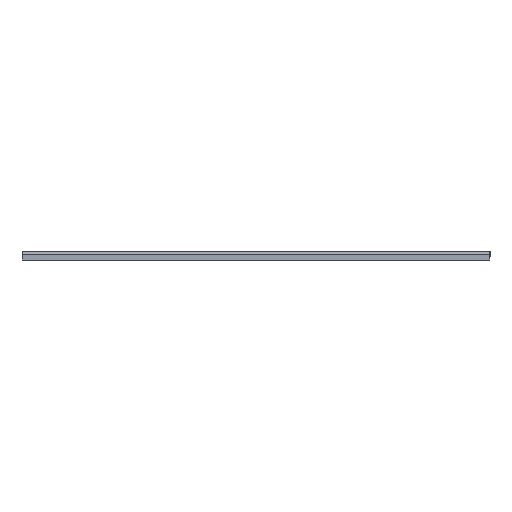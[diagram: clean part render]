
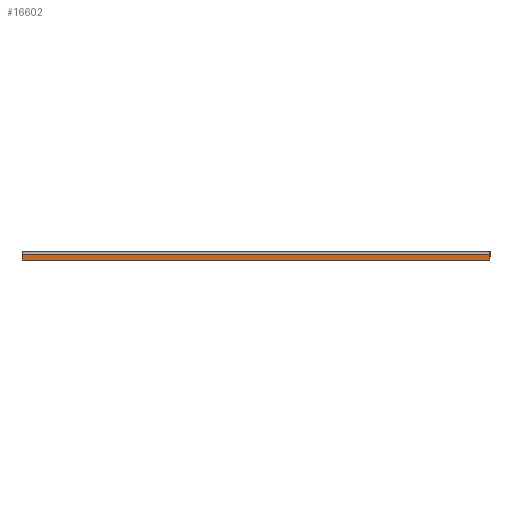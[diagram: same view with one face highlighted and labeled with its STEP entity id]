
A CAD part, front view. The second image highlights one B-rep face of the part: STEP entity #16602.
In plain terms, the highlighted planar face has unit normal (0, -1, 0).
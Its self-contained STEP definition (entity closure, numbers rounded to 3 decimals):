
#264 = DIRECTION ( 'NONE',  ( 1., 0., 0. ) ) ;
#571 = CARTESIAN_POINT ( 'NONE',  ( 404.8, -118.25, -2.237 ) ) ;
#2961 = ORIENTED_EDGE ( 'NONE', *, *, #9466, .F. ) ;
#3619 = CARTESIAN_POINT ( 'NONE',  ( -13.875, -118.25, -2.237 ) ) ;
#3995 = ORIENTED_EDGE ( 'NONE', *, *, #13634, .T. ) ;
#4387 = CARTESIAN_POINT ( 'NONE',  ( 0., -118.25, -2.237 ) ) ;
#5601 = VERTEX_POINT ( 'NONE', #8036 ) ;
#6410 = ORIENTED_EDGE ( 'NONE', *, *, #19653, .T. ) ;
#7234 = PLANE ( 'NONE',  #11493 ) ;
#7334 = VERTEX_POINT ( 'NONE', #571 ) ;
#8036 = CARTESIAN_POINT ( 'NONE',  ( 404.8, -118.25, -7.251 ) ) ;
#8773 = CARTESIAN_POINT ( 'NONE',  ( 404.8, -118.25, -7.251 ) ) ;
#9466 = EDGE_CURVE ( 'NONE', #19374, #7334, #19500, .T. ) ;
#10085 = CARTESIAN_POINT ( 'NONE',  ( -13.875, -118.25, -7.251 ) ) ;
#10571 = LINE ( 'NONE', #8773, #13637 ) ;
#10863 = EDGE_LOOP ( 'NONE', ( #2961, #6410, #3995, #26381 ) ) ;
#11092 = VECTOR ( 'NONE', #264, 1000. ) ;
#11155 = LINE ( 'NONE', #13487, #21152 ) ;
#11418 = DIRECTION ( 'NONE',  ( 0., 0., -1. ) ) ;
#11493 = AXIS2_PLACEMENT_3D ( 'NONE', #23989, #17540, #19474 ) ;
#12971 = EDGE_CURVE ( 'NONE', #5601, #7334, #23662, .T. ) ;
#13487 = CARTESIAN_POINT ( 'NONE',  ( -13.875, -118.25, -7.251 ) ) ;
#13634 = EDGE_CURVE ( 'NONE', #22070, #5601, #10571, .T. ) ;
#13637 = VECTOR ( 'NONE', #18689, 1000. ) ;
#15843 = DIRECTION ( 'NONE',  ( 0., 0., 1. ) ) ;
#16602 = ADVANCED_FACE ( 'NONE', ( #17279 ), #7234, .F. ) ;
#17279 = FACE_OUTER_BOUND ( 'NONE', #10863, .T. ) ;
#17540 = DIRECTION ( 'NONE',  ( 0., 1., 0. ) ) ;
#18689 = DIRECTION ( 'NONE',  ( 1., 0., 0. ) ) ;
#19374 = VERTEX_POINT ( 'NONE', #3619 ) ;
#19474 = DIRECTION ( 'NONE',  ( -1., 0., 0. ) ) ;
#19500 = LINE ( 'NONE', #4387, #11092 ) ;
#19653 = EDGE_CURVE ( 'NONE', #19374, #22070, #11155, .T. ) ;
#21152 = VECTOR ( 'NONE', #11418, 1000. ) ;
#22070 = VERTEX_POINT ( 'NONE', #10085 ) ;
#23662 = LINE ( 'NONE', #25994, #24138 ) ;
#23989 = CARTESIAN_POINT ( 'NONE',  ( 0., -118.25, 115.169 ) ) ;
#24138 = VECTOR ( 'NONE', #15843, 1000. ) ;
#25994 = CARTESIAN_POINT ( 'NONE',  ( 404.8, -118.25, 9.619 ) ) ;
#26381 = ORIENTED_EDGE ( 'NONE', *, *, #12971, .T. ) ;
